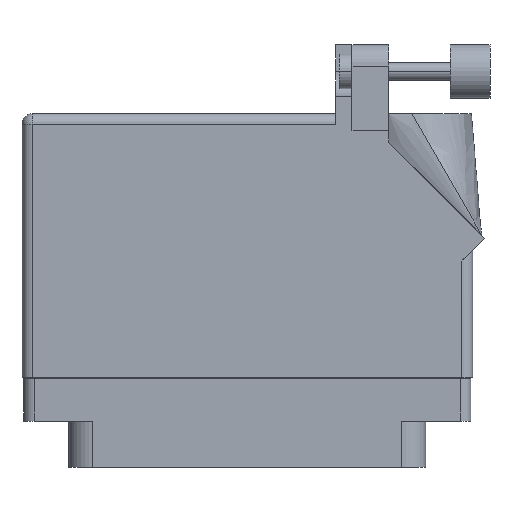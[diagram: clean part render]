
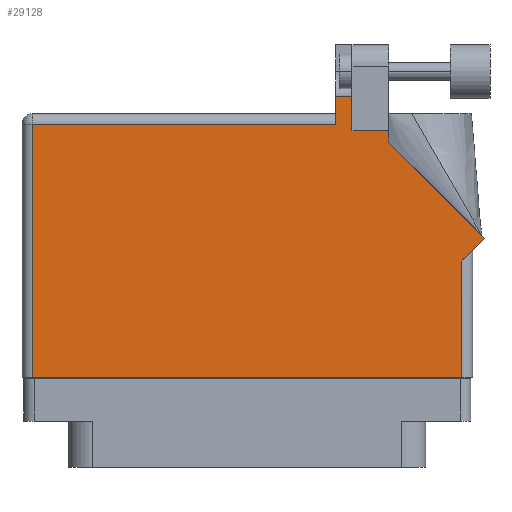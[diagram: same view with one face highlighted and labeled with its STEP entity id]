
A CAD part, front view. The second image highlights one B-rep face of the part: STEP entity #29128.
In plain terms, the highlighted face is planar.
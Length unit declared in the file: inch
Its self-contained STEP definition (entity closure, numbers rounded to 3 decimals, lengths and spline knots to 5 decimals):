
#325 = CARTESIAN_POINT ( 'NONE',  ( 0.93777, 1.5315, 0.455 ) ) ;
#385 = EDGE_CURVE ( 'NONE', #650, #11258, #24698, .T. ) ;
#529 = LINE ( 'NONE', #21662, #41562 ) ;
#595 = LINE ( 'NONE', #325, #29038 ) ;
#650 = VERTEX_POINT ( 'NONE', #43938 ) ;
#1296 = EDGE_CURVE ( 'NONE', #35043, #36784, #14201, .T. ) ;
#2372 = CARTESIAN_POINT ( 'NONE',  ( 1.37671, 0.70771, 0.455 ) ) ;
#2518 = DIRECTION ( 'NONE',  ( -0.707, 0.707, 0. ) ) ;
#3040 = DIRECTION ( 'NONE',  ( 1., 0., 0. ) ) ;
#3274 = EDGE_CURVE ( 'NONE', #28079, #35043, #17107, .T. ) ;
#4650 = CARTESIAN_POINT ( 'NONE',  ( 1.244, -0.1, 0.455 ) ) ;
#6950 = CARTESIAN_POINT ( 'NONE',  ( 0.607, 1.5315, 0.455 ) ) ;
#6990 = ORIENTED_EDGE ( 'NONE', *, *, #29147, .T. ) ;
#7411 = EDGE_CURVE ( 'NONE', #49913, #46191, #529, .T. ) ;
#7950 = VECTOR ( 'NONE', #12619, 39.37008 ) ;
#10339 = EDGE_CURVE ( 'NONE', #25379, #42726, #30828, .T. ) ;
#11258 = VERTEX_POINT ( 'NONE', #2372 ) ;
#11370 = CARTESIAN_POINT ( 'NONE',  ( -1.244, -0.1, 0.455 ) ) ;
#12619 = DIRECTION ( 'NONE',  ( 0., -1., 0. ) ) ;
#12749 = FACE_OUTER_BOUND ( 'NONE', #50463, .T. ) ;
#12768 = EDGE_CURVE ( 'NONE', #42726, #650, #49939, .T. ) ;
#12821 = VECTOR ( 'NONE', #49422, 39.37008 ) ;
#13102 = CARTESIAN_POINT ( 'NONE',  ( 0.82, 1.26442, 0.455 ) ) ;
#13847 = EDGE_CURVE ( 'NONE', #36784, #25379, #30982, .T. ) ;
#14201 = LINE ( 'NONE', #22153, #19477 ) ;
#15077 = DIRECTION ( 'NONE',  ( 0., -1., 0. ) ) ;
#15675 = DIRECTION ( 'NONE',  ( -1., 0., 0. ) ) ;
#16446 = DIRECTION ( 'NONE',  ( -1., 0., 0. ) ) ;
#17107 = LINE ( 'NONE', #44891, #7950 ) ;
#17577 = ORIENTED_EDGE ( 'NONE', *, *, #27234, .T. ) ;
#17857 = VECTOR ( 'NONE', #44543, 39.37008 ) ;
#18390 = ORIENTED_EDGE ( 'NONE', *, *, #13847, .T. ) ;
#18523 = ORIENTED_EDGE ( 'NONE', *, *, #10339, .T. ) ;
#18718 = VECTOR ( 'NONE', #15077, 39.37008 ) ;
#19032 = VECTOR ( 'NONE', #3040, 39.37008 ) ;
#19070 = VECTOR ( 'NONE', #30761, 39.37008 ) ;
#19344 = ORIENTED_EDGE ( 'NONE', *, *, #1296, .T. ) ;
#19423 = CARTESIAN_POINT ( 'NONE',  ( 1.37671, 0.70771, 0.455 ) ) ;
#19477 = VECTOR ( 'NONE', #29844, 39.37008 ) ;
#19696 = ORIENTED_EDGE ( 'NONE', *, *, #3274, .T. ) ;
#19770 = ORIENTED_EDGE ( 'NONE', *, *, #7411, .T. ) ;
#20480 = ORIENTED_EDGE ( 'NONE', *, *, #44555, .T. ) ;
#20725 = CARTESIAN_POINT ( 'NONE',  ( 0.513, 1.368, 0.455 ) ) ;
#21662 = CARTESIAN_POINT ( 'NONE',  ( 0.82, 1.26442, 0.455 ) ) ;
#22153 = CARTESIAN_POINT ( 'NONE',  ( -1.306, 1.368, 0.455 ) ) ;
#23144 = CARTESIAN_POINT ( 'NONE',  ( 0.82, 1.33, 0.455 ) ) ;
#24425 = CARTESIAN_POINT ( 'NONE',  ( 0.607, 1.33, 0.455 ) ) ;
#24698 = LINE ( 'NONE', #32916, #19070 ) ;
#25179 = CARTESIAN_POINT ( 'NONE',  ( -1.244, 1.368, 0.455 ) ) ;
#25379 = VERTEX_POINT ( 'NONE', #11370 ) ;
#25573 = CARTESIAN_POINT ( 'NONE',  ( 0.607, 1.33, 0.455 ) ) ;
#27234 = EDGE_CURVE ( 'NONE', #11258, #49913, #46955, .T. ) ;
#27308 = VECTOR ( 'NONE', #51198, 39.37008 ) ;
#28079 = VERTEX_POINT ( 'NONE', #47280 ) ;
#28430 = CARTESIAN_POINT ( 'NONE',  ( 0.82, 1.33, 0.455 ) ) ;
#28488 = EDGE_CURVE ( 'NONE', #43294, #50933, #45653, .T. ) ;
#29038 = VECTOR ( 'NONE', #16446, 39.37008 ) ;
#29128 = ADVANCED_FACE ( 'NONE', ( #12749 ), #51912, .F. ) ;
#29147 = EDGE_CURVE ( 'NONE', #50933, #28079, #595, .T. ) ;
#29844 = DIRECTION ( 'NONE',  ( -1., 0., 0. ) ) ;
#30761 = DIRECTION ( 'NONE',  ( 0.707, 0.707, 0. ) ) ;
#30828 = LINE ( 'NONE', #47719, #19032 ) ;
#30982 = LINE ( 'NONE', #43374, #18718 ) ;
#32916 = CARTESIAN_POINT ( 'NONE',  ( 1.306, 0.637, 0.455 ) ) ;
#33189 = LINE ( 'NONE', #28430, #17857 ) ;
#35043 = VERTEX_POINT ( 'NONE', #20725 ) ;
#36663 = ORIENTED_EDGE ( 'NONE', *, *, #12768, .T. ) ;
#36784 = VERTEX_POINT ( 'NONE', #25179 ) ;
#37134 = ORIENTED_EDGE ( 'NONE', *, *, #28488, .T. ) ;
#37812 = DIRECTION ( 'NONE',  ( 0., 1., 0. ) ) ;
#38317 = AXIS2_PLACEMENT_3D ( 'NONE', #43969, #48464, #15675 ) ;
#39034 = VECTOR ( 'NONE', #2518, 39.37008 ) ;
#41562 = VECTOR ( 'NONE', #37812, 39.37008 ) ;
#42726 = VERTEX_POINT ( 'NONE', #4650 ) ;
#43294 = VERTEX_POINT ( 'NONE', #24425 ) ;
#43374 = CARTESIAN_POINT ( 'NONE',  ( -1.244, -0.1, 0.455 ) ) ;
#43938 = CARTESIAN_POINT ( 'NONE',  ( 1.244, 0.575, 0.455 ) ) ;
#43969 = CARTESIAN_POINT ( 'NONE',  ( -1.306, 1.43, 0.455 ) ) ;
#44543 = DIRECTION ( 'NONE',  ( -1., 0., 0. ) ) ;
#44555 = EDGE_CURVE ( 'NONE', #46191, #43294, #33189, .T. ) ;
#44891 = CARTESIAN_POINT ( 'NONE',  ( 0.513, 1.43, 0.455 ) ) ;
#45653 = LINE ( 'NONE', #25573, #27308 ) ;
#46191 = VERTEX_POINT ( 'NONE', #23144 ) ;
#46369 = ORIENTED_EDGE ( 'NONE', *, *, #385, .T. ) ;
#46955 = LINE ( 'NONE', #19423, #39034 ) ;
#47280 = CARTESIAN_POINT ( 'NONE',  ( 0.513, 1.5315, 0.455 ) ) ;
#47719 = CARTESIAN_POINT ( 'NONE',  ( -1.306, -0.1, 0.455 ) ) ;
#48464 = DIRECTION ( 'NONE',  ( 0., 0., -1. ) ) ;
#49422 = DIRECTION ( 'NONE',  ( 0., 1., 0. ) ) ;
#49686 = CARTESIAN_POINT ( 'NONE',  ( 1.244, 0.637, 0.455 ) ) ;
#49913 = VERTEX_POINT ( 'NONE', #13102 ) ;
#49939 = LINE ( 'NONE', #49686, #12821 ) ;
#50463 = EDGE_LOOP ( 'NONE', ( #37134, #6990, #19696, #19344, #18390, #18523, #36663, #46369, #17577, #19770, #20480 ) ) ;
#50933 = VERTEX_POINT ( 'NONE', #6950 ) ;
#51198 = DIRECTION ( 'NONE',  ( 0., 1., 0. ) ) ;
#51912 = PLANE ( 'NONE',  #38317 ) ;
